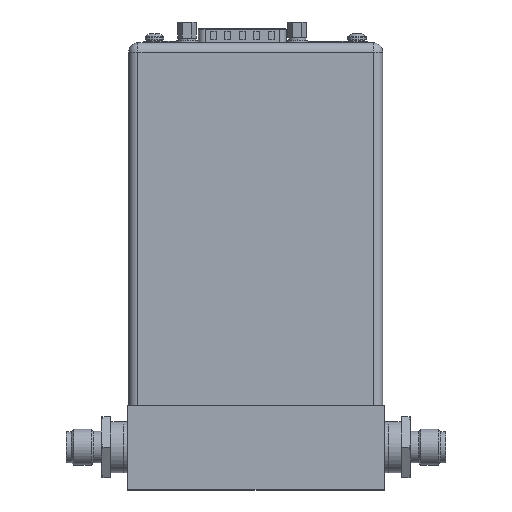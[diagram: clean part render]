
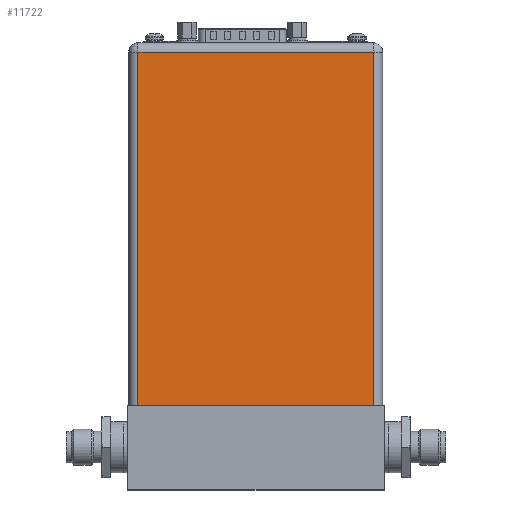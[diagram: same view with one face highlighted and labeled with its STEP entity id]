
A CAD part, top view. The second image highlights one B-rep face of the part: STEP entity #11722.
In plain terms, the highlighted planar face has unit normal (0, 0, 1).
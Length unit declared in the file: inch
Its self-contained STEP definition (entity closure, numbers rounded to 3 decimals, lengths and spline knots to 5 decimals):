
#9111=DIRECTION('',(1.,0.,0.));
#9112=VECTOR('',#9111,2.755);
#9113=CARTESIAN_POINT('',(-1.3775,0.,1.425));
#9114=LINE('',#9113,#9112);
#10317=DIRECTION('',(0.,-1.,0.));
#10318=VECTOR('',#10317,4.14);
#10319=CARTESIAN_POINT('',(1.3775,4.14,1.425));
#10320=LINE('',#10319,#10318);
#10324=DIRECTION('',(0.,-1.,0.));
#10325=VECTOR('',#10324,4.14);
#10326=CARTESIAN_POINT('',(-1.3775,4.14,1.425));
#10327=LINE('',#10326,#10325);
#10331=DIRECTION('',(1.,0.,0.));
#10332=VECTOR('',#10331,2.755);
#10333=CARTESIAN_POINT('',(-1.3775,4.14,1.425));
#10334=LINE('',#10333,#10332);
#10611=CARTESIAN_POINT('',(1.3775,0.,1.425));
#10613=VERTEX_POINT('',#10611);
#10614=CARTESIAN_POINT('',(1.3775,4.14,1.425));
#10615=VERTEX_POINT('',#10614);
#10636=CARTESIAN_POINT('',(-1.3775,0.,1.425));
#10638=VERTEX_POINT('',#10636);
#10640=CARTESIAN_POINT('',(-1.3775,4.14,1.425));
#10641=VERTEX_POINT('',#10640);
#11709=CARTESIAN_POINT('',(-1.4875,0.,1.425));
#11710=DIRECTION('',(0.,0.,1.));
#11711=DIRECTION('',(1.,0.,0.));
#11712=AXIS2_PLACEMENT_3D('',#11709,#11710,#11711);
#11713=PLANE('',#11712);
#11714=ORIENTED_EDGE('',*,*,#11701,.T.);
#11715=ORIENTED_EDGE('',*,*,#10669,.F.);
#11717=ORIENTED_EDGE('',*,*,#11716,.F.);
#11719=ORIENTED_EDGE('',*,*,#11718,.T.);
#11720=EDGE_LOOP('',(#11714,#11715,#11717,#11719));
#11721=FACE_OUTER_BOUND('',#11720,.F.);
#11722=ADVANCED_FACE('',(#11721),#11713,.T.);
#10669=EDGE_CURVE('',#10638,#10613,#9114,.T.);
#11701=EDGE_CURVE('',#10615,#10613,#10320,.T.);
#11716=EDGE_CURVE('',#10641,#10638,#10327,.T.);
#11718=EDGE_CURVE('',#10641,#10615,#10334,.T.);
